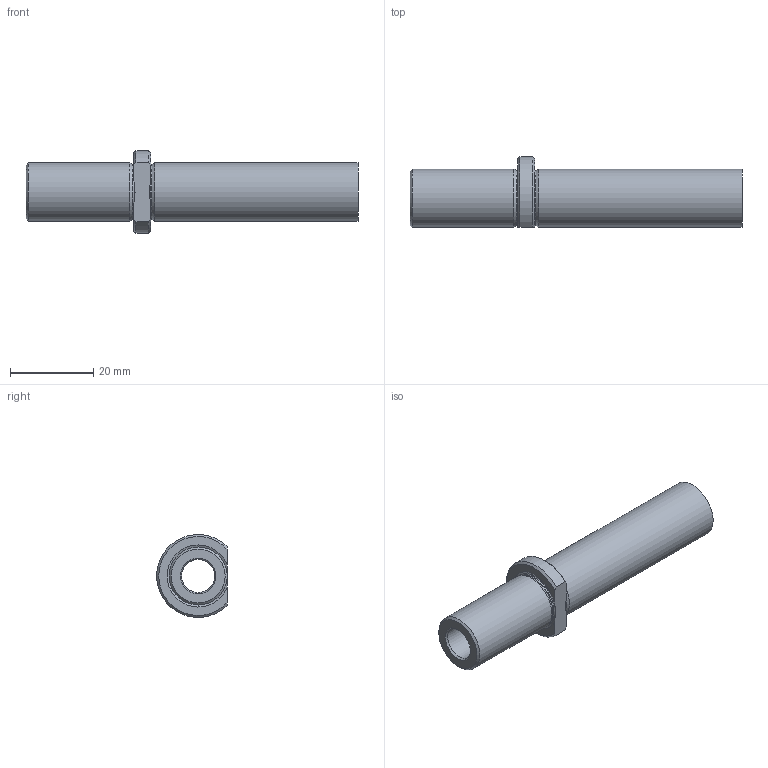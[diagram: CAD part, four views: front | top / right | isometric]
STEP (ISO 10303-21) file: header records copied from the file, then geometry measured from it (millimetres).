
FILE_DESCRIPTION(('STEP AP214'),'1');
FILE_NAME('CS51110_26-14-80-8.stp','2019-09-16T07:33:02',(' '),(' '),'Spatial InterOp 3D',' ',' ');
FILE_SCHEMA(('AUTOMOTIVE_DESIGN { 1 0 10303 214 1 1 1 1 }'));
Length unit declared in the file: millimetre
Products named in the file (1): CS51110/26-14-80-8
Bounding box: 80 x 16.96 x 19.94 mm (x, y, z)
Volume: 8482.4 mm3; surface area: 6127.2 mm2
Topology: 1 solids, 1 shells, 24 faces, 53 edges, 31 vertices
Faces by surface type: cone 9, cylinder 6, plane 5, torus 4
Full cylindrical faces by diameter (mm): 8 x1, 13.3 x2, 14 x2
Entity records: 807 total; most frequent: CARTESIAN_POINT 112, DIRECTION 102, ORIENTED_EDGE 70, AXIS2_PLACEMENT_3D 48, EDGE_LOOP 42, EDGE_CURVE 35, FACE_OUTER_BOUND 33, VERTEX_POINT 29
